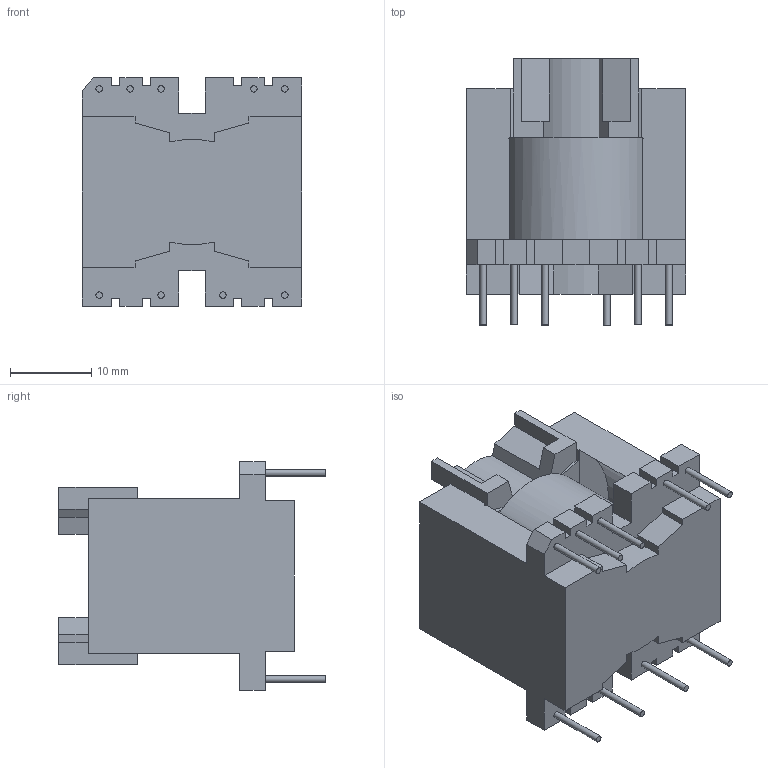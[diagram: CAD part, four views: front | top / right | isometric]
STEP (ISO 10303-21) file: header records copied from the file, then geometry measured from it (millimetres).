
FILE_DESCRIPTION(/* description */ ('STEP AP214'),/* implementation_level */ '2;1');
FILE_NAME(/* name */ 'User Library-TRANS PQ2625_IZTT_V1.stp',/* time_stamp */ '2021-07-21T11:40:56+03:00',/* author */ ('VB'),/* organization */ (''),/* preprocessor_version */ 'ST-DEVELOPER v18',/* originating_system */ 'Autodesk Inventor 2020',/* authorisation */ '');
FILE_SCHEMA (('AUTOMOTIVE_DESIGN { 1 0 10303 214 3 1 1 }'));
Length unit declared in the file: millimetre
Products named in the file (1): User Library-TRANS PQ2625_IZTT
Bounding box: 27 x 32.8 x 28.12 mm (x, y, z)
Volume: 10752.9 mm3; surface area: 6393.3 mm2
Topology: 1 solids, 1 shells, 166 faces, 472 edges, 314 vertices
Faces by surface type: plane 145, cylinder 21
Full cylindrical faces by diameter (mm): 0.8 x9
Entity records: 5505 total; most frequent: CARTESIAN_POINT 953, ORIENTED_EDGE 944, DIRECTION 878, EDGE_CURVE 472, LINE 400, VECTOR 400, VERTEX_POINT 314, AXIS2_PLACEMENT_3D 239
